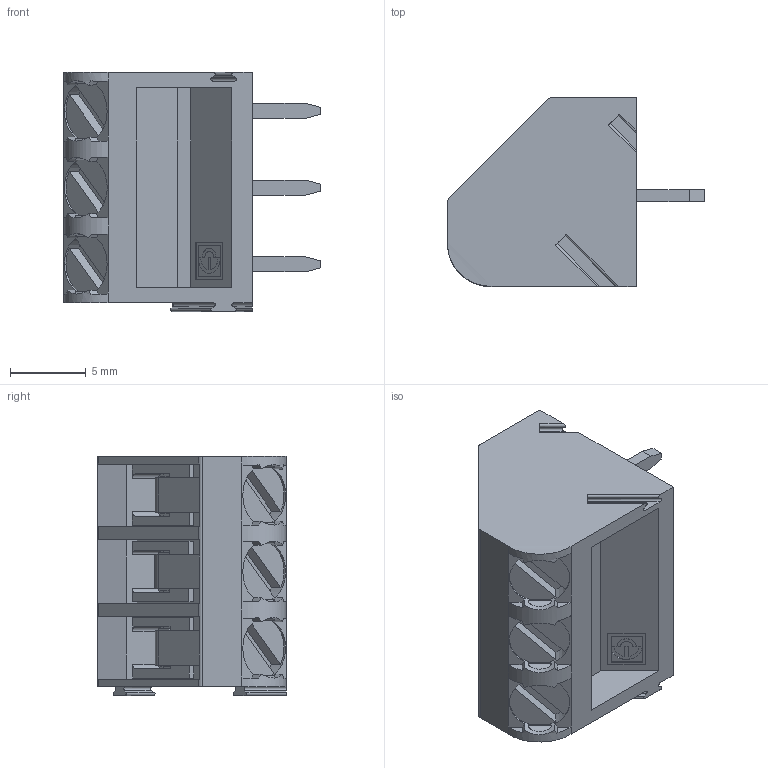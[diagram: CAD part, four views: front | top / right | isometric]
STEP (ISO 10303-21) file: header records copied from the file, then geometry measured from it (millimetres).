
FILE_DESCRIPTION(('STEP AP214'),'1');
FILE_NAME('MIP253-5.08-IQ.stp','2022-02-11T08:49:43',(' '),(' '),'Spatial InterOp 3D',' ',' ');
FILE_SCHEMA(('automotive_design'));
Length unit declared in the file: metre
Products named in the file (1): 1
Bounding box: 17 x 12.5 x 15.82 mm (x, y, z)
Volume: 1638.1 mm3; surface area: 1438.5 mm2
Topology: 1 solids, 1 shells, 247 faces, 704 edges, 466 vertices
Faces by surface type: plane 200, cylinder 46, extrusion 1
Full cylindrical faces by diameter (mm): 4 x1
Entity records: 10156 total; most frequent: CARTESIAN_POINT 1687, ORIENTED_EDGE 1404, DIRECTION 1286, EDGE_CURVE 702, VECTOR 536, LINE 535, VERTEX_POINT 465, AXIS2_PLACEMENT_3D 375
